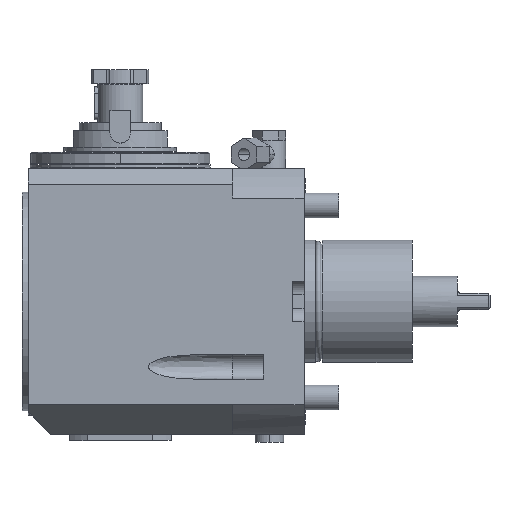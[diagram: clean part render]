
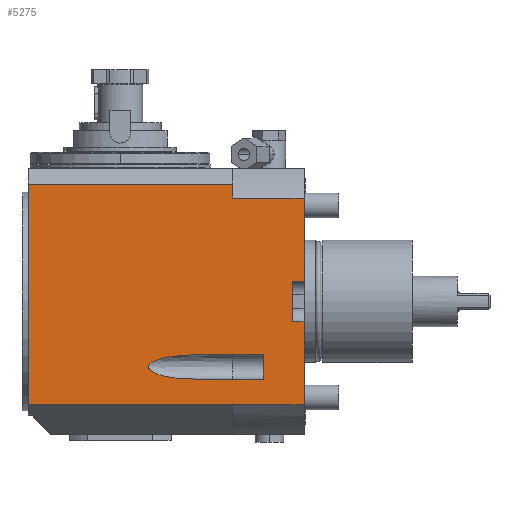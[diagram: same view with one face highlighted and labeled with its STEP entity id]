
A CAD part, front view. The second image highlights one B-rep face of the part: STEP entity #5275.
In plain terms, the highlighted planar face has unit normal (0, -1, 0).
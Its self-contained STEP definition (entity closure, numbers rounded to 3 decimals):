
#301=DIRECTION('',(0.,0.,-1.));
#302=VECTOR('',#301,6.852);
#303=CARTESIAN_POINT('',(-35.,-54.,57.448));
#304=LINE('',#303,#302);
#313=DIRECTION('',(1.,0.,0.));
#314=VECTOR('',#313,100.);
#315=CARTESIAN_POINT('',(-135.,-54.,-50.5));
#316=LINE('',#315,#314);
#317=DIRECTION('',(1.,0.,0.));
#318=VECTOR('',#317,100.);
#319=CARTESIAN_POINT('',(-135.,-54.,57.448));
#320=LINE('',#319,#318);
#321=DIRECTION('',(-1.,0.,0.));
#322=VECTOR('',#321,35.);
#323=CARTESIAN_POINT('',(0.,-54.,50.596));
#324=LINE('',#323,#322);
#325=DIRECTION('',(-1.,0.,0.));
#326=VECTOR('',#325,5.7);
#327=CARTESIAN_POINT('',(0.,-54.,10.));
#328=LINE('',#327,#326);
#329=DIRECTION('',(0.,0.,1.));
#330=VECTOR('',#329,20.);
#331=CARTESIAN_POINT('',(-5.7,-54.,-10.));
#332=LINE('',#331,#330);
#333=DIRECTION('',(-1.,0.,0.));
#334=VECTOR('',#333,5.7);
#335=CARTESIAN_POINT('',(0.,-54.,-10.));
#336=LINE('',#335,#334);
#337=DIRECTION('',(-1.,0.,0.));
#338=VECTOR('',#337,35.);
#339=CARTESIAN_POINT('',(0.,-54.,-50.596));
#340=LINE('',#339,#338);
#341=CARTESIAN_POINT('',(-53.659,-54.,-26.));
#342=CARTESIAN_POINT('',(-54.65,-54.,-26.));
#343=CARTESIAN_POINT('',(-56.543,-54.,-26.035));
#344=CARTESIAN_POINT('',(-59.164,-54.,-26.171));
#345=CARTESIAN_POINT('',(-61.405,-54.,-26.36));
#346=CARTESIAN_POINT('',(-63.382,-54.,-26.586));
#347=CARTESIAN_POINT('',(-65.112,-54.,-26.836));
#348=CARTESIAN_POINT('',(-66.634,-54.,-27.103));
#349=CARTESIAN_POINT('',(-67.971,-54.,-27.379));
#350=CARTESIAN_POINT('',(-69.146,-54.,-27.66));
#351=CARTESIAN_POINT('',(-70.177,-54.,-27.943));
#352=CARTESIAN_POINT('',(-71.08,-54.,-28.225));
#353=CARTESIAN_POINT('',(-71.87,-54.,-28.504));
#354=CARTESIAN_POINT('',(-72.559,-54.,-28.777));
#355=CARTESIAN_POINT('',(-73.157,-54.,-29.045));
#356=CARTESIAN_POINT('',(-73.675,-54.,-29.306));
#357=CARTESIAN_POINT('',(-74.12,-54.,-29.558));
#358=CARTESIAN_POINT('',(-74.5,-54.,-29.802));
#359=CARTESIAN_POINT('',(-74.822,-54.,-30.036));
#360=CARTESIAN_POINT('',(-75.094,-54.,-30.26));
#361=CARTESIAN_POINT('',(-75.318,-54.,-30.473));
#362=CARTESIAN_POINT('',(-75.502,-54.,-30.675));
#363=CARTESIAN_POINT('',(-75.651,-54.,-30.866));
#364=CARTESIAN_POINT('',(-75.769,-54.,-31.047));
#365=CARTESIAN_POINT('',(-75.862,-54.,-31.218));
#366=CARTESIAN_POINT('',(-75.934,-54.,-31.383));
#367=CARTESIAN_POINT('',(-75.987,-54.,-31.543));
#368=CARTESIAN_POINT('',(-76.024,-54.,-31.697));
#369=CARTESIAN_POINT('',(-76.045,-54.,-31.848));
#370=CARTESIAN_POINT('',(-76.052,-54.,-32.));
#371=CARTESIAN_POINT('',(-76.045,-54.,-32.151));
#372=CARTESIAN_POINT('',(-76.024,-54.,-32.303));
#373=CARTESIAN_POINT('',(-75.988,-54.,-32.457));
#374=CARTESIAN_POINT('',(-75.935,-54.,-32.616));
#375=CARTESIAN_POINT('',(-75.862,-54.,-32.781));
#376=CARTESIAN_POINT('',(-75.769,-54.,-32.953));
#377=CARTESIAN_POINT('',(-75.651,-54.,-33.133));
#378=CARTESIAN_POINT('',(-75.502,-54.,-33.324));
#379=CARTESIAN_POINT('',(-75.319,-54.,-33.526));
#380=CARTESIAN_POINT('',(-75.094,-54.,-33.739));
#381=CARTESIAN_POINT('',(-74.823,-54.,-33.964));
#382=CARTESIAN_POINT('',(-74.501,-54.,-34.198));
#383=CARTESIAN_POINT('',(-74.121,-54.,-34.441));
#384=CARTESIAN_POINT('',(-73.676,-54.,-34.694));
#385=CARTESIAN_POINT('',(-73.159,-54.,-34.954));
#386=CARTESIAN_POINT('',(-72.56,-54.,-35.222));
#387=CARTESIAN_POINT('',(-71.872,-54.,-35.496));
#388=CARTESIAN_POINT('',(-71.082,-54.,-35.774));
#389=CARTESIAN_POINT('',(-70.179,-54.,-36.056));
#390=CARTESIAN_POINT('',(-69.148,-54.,-36.339));
#391=CARTESIAN_POINT('',(-67.973,-54.,-36.621));
#392=CARTESIAN_POINT('',(-66.636,-54.,-36.897));
#393=CARTESIAN_POINT('',(-65.114,-54.,-37.164));
#394=CARTESIAN_POINT('',(-63.383,-54.,-37.414));
#395=CARTESIAN_POINT('',(-61.405,-54.,-37.64));
#396=CARTESIAN_POINT('',(-59.165,-54.,-37.829));
#397=CARTESIAN_POINT('',(-56.543,-54.,-37.965));
#398=CARTESIAN_POINT('',(-54.65,-54.,-38.));
#399=CARTESIAN_POINT('',(-53.659,-54.,-38.));
#401=DIRECTION('',(0.,0.,-1.));
#402=VECTOR('',#401,12.);
#403=CARTESIAN_POINT('',(-20.,-54.,-26.));
#404=LINE('',#403,#402);
#409=DIRECTION('',(0.,0.,-1.));
#410=VECTOR('',#409,0.096);
#411=CARTESIAN_POINT('',(-35.,-54.,-50.5));
#412=LINE('',#411,#410);
#589=DIRECTION('',(0.,0.,-1.));
#590=VECTOR('',#589,107.948);
#591=CARTESIAN_POINT('',(-135.,-54.,57.448));
#592=LINE('',#591,#590);
#1157=DIRECTION('',(0.,0.,-1.));
#1158=VECTOR('',#1157,40.596);
#1159=CARTESIAN_POINT('',(0.,-54.,-10.));
#1160=LINE('',#1159,#1158);
#1183=DIRECTION('',(0.,0.,-1.));
#1184=VECTOR('',#1183,40.596);
#1185=CARTESIAN_POINT('',(0.,-54.,50.596));
#1186=LINE('',#1185,#1184);
#1942=DIRECTION('',(1.,0.,0.));
#1943=VECTOR('',#1942,33.659);
#1944=CARTESIAN_POINT('',(-53.659,-54.,-26.));
#1945=LINE('',#1944,#1943);
#1959=DIRECTION('',(-1.,0.,0.));
#1960=VECTOR('',#1959,33.659);
#1961=CARTESIAN_POINT('',(-20.,-54.,-38.));
#1962=LINE('',#1961,#1960);
#3982=CARTESIAN_POINT('',(0.,-54.,-50.596));
#3983=CARTESIAN_POINT('',(-35.,-54.,-50.596));
#3984=VERTEX_POINT('',#3982);
#3985=VERTEX_POINT('',#3983);
#3992=CARTESIAN_POINT('',(0.,-54.,50.596));
#3994=VERTEX_POINT('',#3992);
#4090=CARTESIAN_POINT('',(0.,-54.,-10.));
#4092=VERTEX_POINT('',#4090);
#4100=CARTESIAN_POINT('',(0.,-54.,10.));
#4101=VERTEX_POINT('',#4100);
#4110=CARTESIAN_POINT('',(-5.7,-54.,-10.));
#4111=CARTESIAN_POINT('',(-5.7,-54.,10.));
#4112=VERTEX_POINT('',#4110);
#4113=VERTEX_POINT('',#4111);
#4126=CARTESIAN_POINT('',(-20.,-54.,-26.));
#4127=CARTESIAN_POINT('',(-20.,-54.,-38.));
#4128=VERTEX_POINT('',#4126);
#4129=VERTEX_POINT('',#4127);
#4205=CARTESIAN_POINT('',(-135.,-54.,57.448));
#4206=CARTESIAN_POINT('',(-35.,-54.,57.448));
#4207=VERTEX_POINT('',#4205);
#4208=VERTEX_POINT('',#4206);
#4233=CARTESIAN_POINT('',(-135.,-54.,-50.5));
#4234=VERTEX_POINT('',#4233);
#4237=VERTEX_POINT('',#341);
#4238=VERTEX_POINT('',#399);
#4245=CARTESIAN_POINT('',(-35.,-54.,50.596));
#4247=VERTEX_POINT('',#4245);
#4253=CARTESIAN_POINT('',(-35.,-54.,-50.5));
#4254=VERTEX_POINT('',#4253);
#5237=CARTESIAN_POINT('',(-35.,-54.,65.));
#5238=DIRECTION('',(0.,1.,0.));
#5239=DIRECTION('',(0.,0.,-1.));
#5240=AXIS2_PLACEMENT_3D('',#5237,#5238,#5239);
#5241=PLANE('',#5240);
#5243=ORIENTED_EDGE('',*,*,#5242,.F.);
#5245=ORIENTED_EDGE('',*,*,#5244,.F.);
#5247=ORIENTED_EDGE('',*,*,#5246,.F.);
#5249=ORIENTED_EDGE('',*,*,#5248,.T.);
#5250=ORIENTED_EDGE('',*,*,#5229,.T.);
#5251=ORIENTED_EDGE('',*,*,#5218,.F.);
#5253=ORIENTED_EDGE('',*,*,#5252,.T.);
#5255=ORIENTED_EDGE('',*,*,#5254,.T.);
#5257=ORIENTED_EDGE('',*,*,#5256,.F.);
#5259=ORIENTED_EDGE('',*,*,#5258,.F.);
#5261=ORIENTED_EDGE('',*,*,#5260,.T.);
#5262=ORIENTED_EDGE('',*,*,#4953,.T.);
#5263=EDGE_LOOP('',(#5243,#5245,#5247,#5249,#5250,#5251,#5253,#5255,#5257,#5259,
#5261,#5262));
#5264=FACE_OUTER_BOUND('',#5263,.F.);
#5266=ORIENTED_EDGE('',*,*,#5265,.F.);
#5268=ORIENTED_EDGE('',*,*,#5267,.T.);
#5270=ORIENTED_EDGE('',*,*,#5269,.F.);
#5272=ORIENTED_EDGE('',*,*,#5271,.F.);
#5273=EDGE_LOOP('',(#5266,#5268,#5270,#5272));
#5274=FACE_BOUND('',#5273,.F.);
#5275=ADVANCED_FACE('',(#5264,#5274),#5241,.F.);
#400=B_SPLINE_CURVE_WITH_KNOTS('',3,(#341,#342,#343,#344,#345,#346,#347,#348,
#349,#350,#351,#352,#353,#354,#355,#356,#357,#358,#359,#360,#361,#362,#363,#364,
#365,#366,#367,#368,#369,#370,#371,#372,#373,#374,#375,#376,#377,#378,#379,#380,
#381,#382,#383,#384,#385,#386,#387,#388,#389,#390,#391,#392,#393,#394,#395,#396,
#397,#398,#399),.UNSPECIFIED.,.F.,.F.,(4,1,1,1,1,1,1,1,1,1,1,1,1,1,1,1,1,1,1,1,
1,1,1,1,1,1,1,1,1,1,1,1,1,1,1,1,1,1,1,1,1,1,1,1,1,1,1,1,1,1,1,1,1,1,1,1,4),
(0.,0.018,0.036,0.054,0.071,
0.089,0.107,0.125,0.143,0.161,
0.179,0.196,0.214,0.232,0.25,
0.268,0.286,0.304,0.321,
0.339,0.357,0.375,0.393,0.411,
0.429,0.446,0.464,0.482,0.5,
0.518,0.536,0.554,0.571,
0.589,0.607,0.625,0.643,0.661,
0.679,0.696,0.714,0.732,0.75,
0.768,0.786,0.804,0.821,
0.839,0.857,0.875,0.893,0.911,
0.929,0.946,0.964,0.982,1.),
.UNSPECIFIED.);
#4953=EDGE_CURVE('',#3984,#3985,#340,.T.);
#5218=EDGE_CURVE('',#3994,#4247,#324,.T.);
#5229=EDGE_CURVE('',#4208,#4247,#304,.T.);
#5242=EDGE_CURVE('',#4254,#3985,#412,.T.);
#5244=EDGE_CURVE('',#4234,#4254,#316,.T.);
#5246=EDGE_CURVE('',#4207,#4234,#592,.T.);
#5248=EDGE_CURVE('',#4207,#4208,#320,.T.);
#5252=EDGE_CURVE('',#3994,#4101,#1186,.T.);
#5254=EDGE_CURVE('',#4101,#4113,#328,.T.);
#5256=EDGE_CURVE('',#4112,#4113,#332,.T.);
#5258=EDGE_CURVE('',#4092,#4112,#336,.T.);
#5260=EDGE_CURVE('',#4092,#3984,#1160,.T.);
#5265=EDGE_CURVE('',#4237,#4128,#1945,.T.);
#5267=EDGE_CURVE('',#4237,#4238,#400,.T.);
#5269=EDGE_CURVE('',#4129,#4238,#1962,.T.);
#5271=EDGE_CURVE('',#4128,#4129,#404,.T.);
